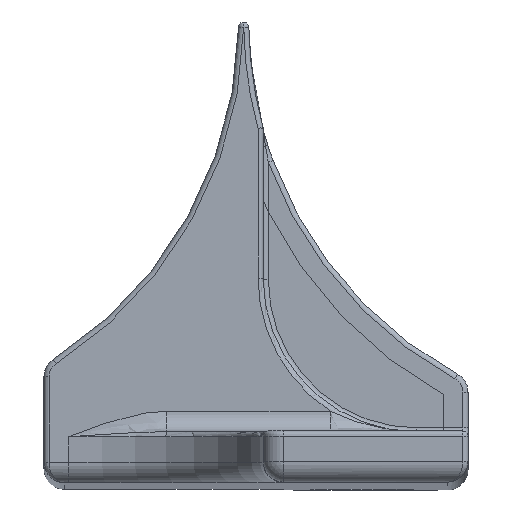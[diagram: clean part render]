
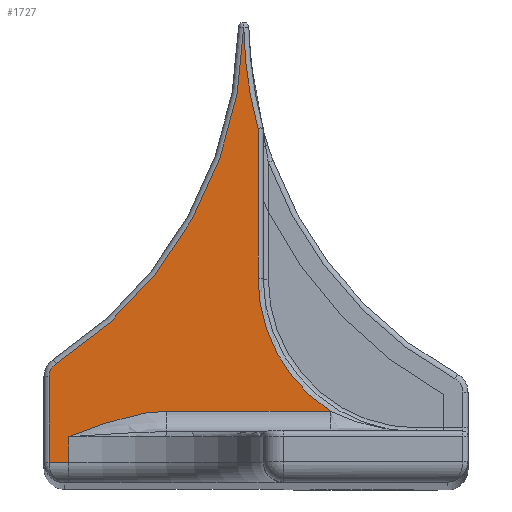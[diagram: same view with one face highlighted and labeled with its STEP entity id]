
A CAD part, top view. The second image highlights one B-rep face of the part: STEP entity #1727.
In plain terms, the highlighted planar face has unit normal (0, 0, 1).
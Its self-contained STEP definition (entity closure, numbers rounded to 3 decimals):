
#77=B_SPLINE_CURVE_WITH_KNOTS('',3,(#2902,#2903,#2904,#2905,#2906,#2907,
#2908,#2909,#2910,#2911,#2912,#2913),.UNSPECIFIED.,.F.,.F.,(4,1,1,1,1,1,
1,2,4),(-0.99,-0.792,-0.594,-0.396,
-0.297,-0.198,-0.099,0.,0.002),
 .UNSPECIFIED.);
#167=FACE_OUTER_BOUND('',#290,.T.);
#290=EDGE_LOOP('',(#1280,#1281,#1282,#1283,#1284,#1285,#1286,#1287,#1288,
#1289,#1290));
#421=CIRCLE('',#1897,15.5);
#422=CIRCLE('',#1898,39.5);
#423=CIRCLE('',#1899,39.7);
#424=CIRCLE('',#1900,1.5);
#547=LINE('',#2825,#652);
#567=LINE('',#2898,#672);
#568=LINE('',#2915,#673);
#569=LINE('',#2919,#674);
#570=LINE('',#2923,#675);
#571=LINE('',#2928,#676);
#652=VECTOR('',#2171,10.);
#672=VECTOR('',#2249,19.);
#673=VECTOR('',#2254,10.);
#674=VECTOR('',#2257,10.);
#675=VECTOR('',#2260,10.);
#676=VECTOR('',#2265,10.);
#764=VERTEX_POINT('',#2818);
#766=VERTEX_POINT('',#2823);
#790=VERTEX_POINT('',#2896);
#791=VERTEX_POINT('',#2901);
#792=VERTEX_POINT('',#2914);
#793=VERTEX_POINT('',#2916);
#794=VERTEX_POINT('',#2918);
#795=VERTEX_POINT('',#2920);
#796=VERTEX_POINT('',#2922);
#797=VERTEX_POINT('',#2924);
#798=VERTEX_POINT('',#2926);
#927=EDGE_CURVE('',#766,#764,#547,.T.);
#965=EDGE_CURVE('',#790,#766,#567,.T.);
#966=EDGE_CURVE('',#791,#790,#77,.T.);
#967=EDGE_CURVE('',#792,#791,#568,.T.);
#968=EDGE_CURVE('',#793,#792,#421,.T.);
#969=EDGE_CURVE('',#794,#793,#569,.T.);
#970=EDGE_CURVE('',#795,#794,#422,.T.);
#971=EDGE_CURVE('',#796,#795,#570,.T.);
#972=EDGE_CURVE('',#797,#796,#423,.T.);
#973=EDGE_CURVE('',#798,#797,#424,.T.);
#974=EDGE_CURVE('',#764,#798,#571,.T.);
#1280=ORIENTED_EDGE('',*,*,#927,.F.);
#1281=ORIENTED_EDGE('',*,*,#965,.F.);
#1282=ORIENTED_EDGE('',*,*,#966,.F.);
#1283=ORIENTED_EDGE('',*,*,#967,.F.);
#1284=ORIENTED_EDGE('',*,*,#968,.F.);
#1285=ORIENTED_EDGE('',*,*,#969,.F.);
#1286=ORIENTED_EDGE('',*,*,#970,.F.);
#1287=ORIENTED_EDGE('',*,*,#971,.F.);
#1288=ORIENTED_EDGE('',*,*,#972,.F.);
#1289=ORIENTED_EDGE('',*,*,#973,.F.);
#1290=ORIENTED_EDGE('',*,*,#974,.F.);
#1685=PLANE('',#1896);
#1727=ADVANCED_FACE('',(#167),#1685,.T.);
#1896=AXIS2_PLACEMENT_3D('',#2900,#2252,#2253);
#1897=AXIS2_PLACEMENT_3D('',#2917,#2255,#2256);
#1898=AXIS2_PLACEMENT_3D('',#2921,#2258,#2259);
#1899=AXIS2_PLACEMENT_3D('',#2925,#2261,#2262);
#1900=AXIS2_PLACEMENT_3D('',#2927,#2263,#2264);
#2171=DIRECTION('',(-1.,0.,0.));
#2249=DIRECTION('',(0.,-1.,0.));
#2252=DIRECTION('center_axis',(0.,0.,
1.));
#2253=DIRECTION('ref_axis',(1.,0.,0.));
#2254=DIRECTION('',(-1.,0.,0.));
#2255=DIRECTION('center_axis',(0.,0.,
1.));
#2256=DIRECTION('ref_axis',(-0.707,-0.707,0.));
#2257=DIRECTION('',(0.,-1.,0.));
#2258=DIRECTION('center_axis',(0.,0.,
1.));
#2259=DIRECTION('ref_axis',(-0.99,-0.14,0.));
#2260=DIRECTION('',(1.,0.,0.));
#2261=DIRECTION('center_axis',(0.,0.,
1.));
#2262=DIRECTION('ref_axis',(0.874,-0.487,0.));
#2263=DIRECTION('center_axis',(0.,0.,
-1.));
#2264=DIRECTION('ref_axis',(-0.877,0.48,0.));
#2265=DIRECTION('',(0.,1.,0.));
#2818=CARTESIAN_POINT('',(-30.9,-160.917,-64.597));
#2823=CARTESIAN_POINT('',(-29.,-160.917,-64.597));
#2825=CARTESIAN_POINT('',(-26.05,-160.917,-64.597));
#2896=CARTESIAN_POINT('',(-29.,-158.417,-64.597));
#2898=CARTESIAN_POINT('',(-29.,-151.667,-64.597));
#2900=CARTESIAN_POINT('Origin',(-20.7,-140.417,-64.597));
#2901=CARTESIAN_POINT('',(-19.448,-155.917,-64.597));
#2902=CARTESIAN_POINT('Ctrl Pts',(-19.448,-155.917,-64.597));
#2903=CARTESIAN_POINT('Ctrl Pts',(-20.107,-155.917,-64.597));
#2904=CARTESIAN_POINT('Ctrl Pts',(-21.426,-156.04,-64.597));
#2905=CARTESIAN_POINT('Ctrl Pts',(-23.375,-156.464,-64.597));
#2906=CARTESIAN_POINT('Ctrl Pts',(-24.951,-156.941,-64.597));
#2907=CARTESIAN_POINT('Ctrl Pts',(-26.201,-157.369,-64.597));
#2908=CARTESIAN_POINT('Ctrl Pts',(-27.131,-157.707,-64.597));
#2909=CARTESIAN_POINT('Ctrl Pts',(-28.058,-158.056,-64.597));
#2910=CARTESIAN_POINT('Ctrl Pts',(-28.675,-158.292,-64.597));
#2911=CARTESIAN_POINT('Ctrl Pts',(-28.989,-158.413,-64.597));
#2912=CARTESIAN_POINT('Ctrl Pts',(-28.994,-158.415,-64.597));
#2913=CARTESIAN_POINT('Ctrl Pts',(-29.,-158.417,-64.597));
#2914=CARTESIAN_POINT('',(-3.441,-155.917,-64.597));
#2915=CARTESIAN_POINT('',(-10.35,-155.917,-64.597));
#2916=CARTESIAN_POINT('',(-10.5,-142.917,-64.597));
#2917=CARTESIAN_POINT('Origin',(5.,-142.917,-64.597));
#2918=CARTESIAN_POINT('',(-10.5,-128.337,-64.597));
#2919=CARTESIAN_POINT('',(-10.5,-151.667,-64.597));
#2920=CARTESIAN_POINT('',(-11.897,-118.417,-64.597));
#2921=CARTESIAN_POINT('Origin',(27.6,-117.914,-64.597));
#2922=CARTESIAN_POINT('',(-11.904,-118.417,-64.597));
#2923=CARTESIAN_POINT('',(-16.05,-118.417,-64.597));
#2924=CARTESIAN_POINT('',(-30.208,-151.266,-64.597));
#2925=CARTESIAN_POINT('Origin',(-51.6,-117.822,-64.597));
#2926=CARTESIAN_POINT('',(-30.9,-152.53,-64.597));
#2927=CARTESIAN_POINT('Origin',(-29.4,-152.53,-64.597));
#2928=CARTESIAN_POINT('',(-30.9,-145.917,-64.597));
